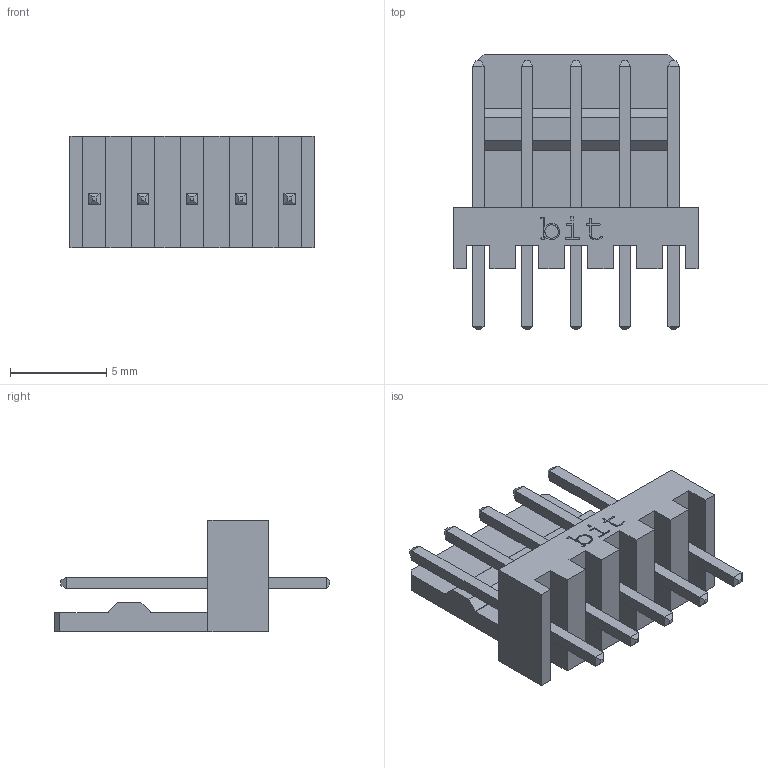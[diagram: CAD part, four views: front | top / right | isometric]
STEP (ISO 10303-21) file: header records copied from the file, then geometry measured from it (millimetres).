
FILE_DESCRIPTION (( 'STEP AP214' ), '1' );
FILE_NAME ('Molex-2.54-5pin.STEP', '2020-04-25T07:03:14', ( '' ), ( '' ), 'SwSTEP 2.0', 'SolidWorks 2013', '' );
FILE_SCHEMA (( 'AUTOMOTIVE_DESIGN' ));
Length unit declared in the file: millimetre
Products named in the file (3): Molex-2.54-5pin; molex_5; pin
Assembly tree (6 placements, depth 2):
  Molex-2.54-5pin
    molex_5
    pin  x5
Bounding box: 12.7 x 14.34 x 5.8 mm (x, y, z)
Volume: 303.3 mm3; surface area: 697.1 mm2
Topology: 6 solids, 6 shells, 190 faces, 479 edges, 306 vertices
Faces by surface type: plane 159, bspline 31
Entity records: 5427 total; most frequent: CARTESIAN_POINT 2087, ORIENTED_EDGE 734, DIRECTION 529, EDGE_CURVE 367, VECTOR 305, LINE 305, VERTEX_POINT 242, EDGE_LOOP 149
